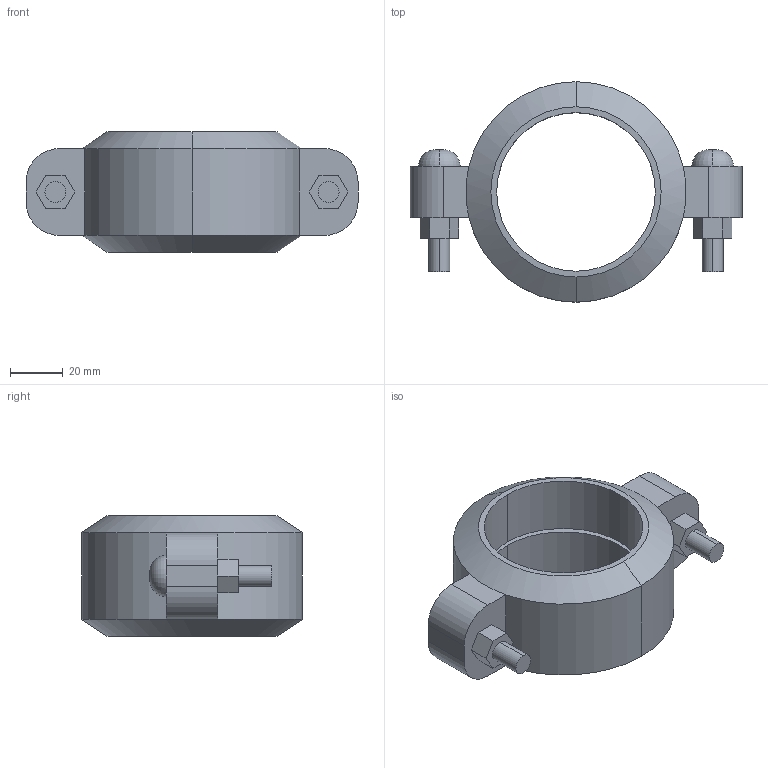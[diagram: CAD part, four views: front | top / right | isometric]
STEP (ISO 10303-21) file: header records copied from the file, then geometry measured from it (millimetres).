
FILE_DESCRIPTION (( 'STEP AP214' ), '1' );
FILE_NAME ('Vic_Coupling_Style_475_Flex.STEP', '2018-10-19T10:56:49', ( '' ), ( '' ), 'SwSTEP 2.0', 'SolidWorks 2016', '' );
FILE_SCHEMA (( 'AUTOMOTIVE_DESIGN' ));
Length unit declared in the file: millimetre
Products named in the file (1): Vic_Coupling_Style_475_Flex
Bounding box: 126.28 x 83.82 x 45.72 mm (x, y, z)
Volume: 133878.3 mm3; surface area: 33431 mm2
Topology: 1 solids, 1 shells, 57 faces, 131 edges, 84 vertices
Faces by surface type: plane 32, cylinder 17, torus 4, cone 4
Entity records: 1659 total; most frequent: DIRECTION 303, CARTESIAN_POINT 273, ORIENTED_EDGE 262, EDGE_CURVE 131, AXIS2_PLACEMENT_3D 114, VERTEX_POINT 84, VECTOR 75, LINE 75
